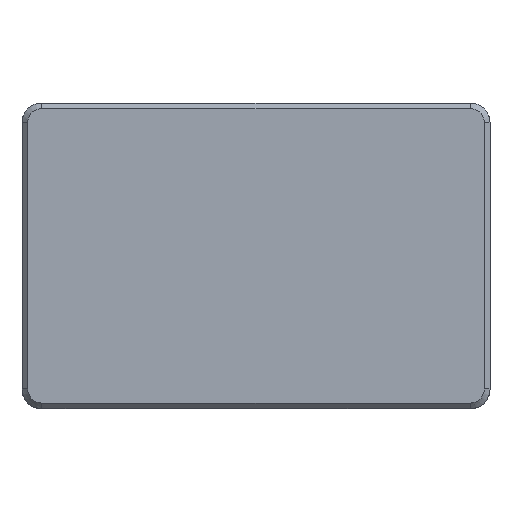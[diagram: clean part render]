
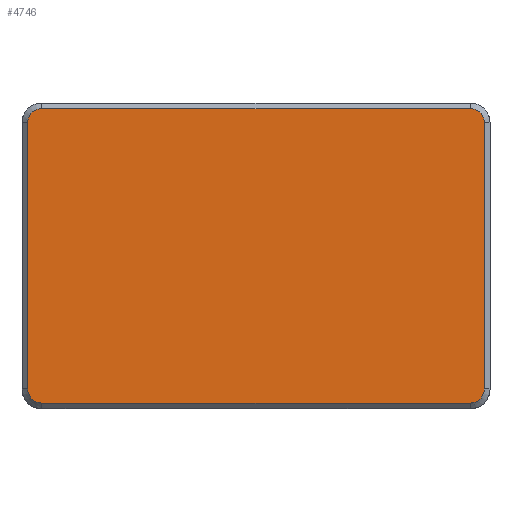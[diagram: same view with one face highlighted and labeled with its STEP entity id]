
A CAD part, top view. The second image highlights one B-rep face of the part: STEP entity #4746.
In plain terms, the highlighted planar face has unit normal (0, 0, 1).
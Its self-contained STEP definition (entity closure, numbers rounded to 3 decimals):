
#47 = CIRCLE ( 'NONE', #4875, 2.5 ) ;
#62 = EDGE_CURVE ( 'NONE', #4896, #1215, #47, .T. ) ;
#161 = LINE ( 'NONE', #2947, #780 ) ;
#296 = ORIENTED_EDGE ( 'NONE', *, *, #697, .T. ) ;
#401 = VERTEX_POINT ( 'NONE', #2878 ) ;
#526 = CARTESIAN_POINT ( 'NONE',  ( -36.025, 24.025, 25.25 ) ) ;
#598 = DIRECTION ( 'NONE',  ( 0., 0., 1. ) ) ;
#697 = EDGE_CURVE ( 'NONE', #1404, #3014, #6150, .T. ) ;
#722 = DIRECTION ( 'NONE',  ( 1., 0., 0. ) ) ;
#780 = VECTOR ( 'NONE', #2248, 1000. ) ;
#947 = LINE ( 'NONE', #6469, #1463 ) ;
#1059 = DIRECTION ( 'NONE',  ( 0., 0., 1. ) ) ;
#1100 = PLANE ( 'NONE',  #4728 ) ;
#1215 = VERTEX_POINT ( 'NONE', #2133 ) ;
#1224 = DIRECTION ( 'NONE',  ( -1., 0., 0. ) ) ;
#1313 = VERTEX_POINT ( 'NONE', #4550 ) ;
#1316 = CARTESIAN_POINT ( 'NONE',  ( -38.525, 24.025, 25.25 ) ) ;
#1404 = VERTEX_POINT ( 'NONE', #5782 ) ;
#1463 = VECTOR ( 'NONE', #4835, 1000. ) ;
#1548 = ORIENTED_EDGE ( 'NONE', *, *, #62, .T. ) ;
#1628 = DIRECTION ( 'NONE',  ( 1., 0., 0. ) ) ;
#1829 = ORIENTED_EDGE ( 'NONE', *, *, #3939, .T. ) ;
#2130 = VERTEX_POINT ( 'NONE', #1316 ) ;
#2133 = CARTESIAN_POINT ( 'NONE',  ( 39.725, 26.525, 25.25 ) ) ;
#2161 = AXIS2_PLACEMENT_3D ( 'NONE', #6650, #598, #6616 ) ;
#2247 = ORIENTED_EDGE ( 'NONE', *, *, #3606, .T. ) ;
#2248 = DIRECTION ( 'NONE',  ( 0., -1., 0. ) ) ;
#2295 = CIRCLE ( 'NONE', #7021, 2.5 ) ;
#2305 = DIRECTION ( 'NONE',  ( 0., 0., 1. ) ) ;
#2643 = VECTOR ( 'NONE', #1628, 1000. ) ;
#2830 = CARTESIAN_POINT ( 'NONE',  ( -38.525, -23.025, 25.25 ) ) ;
#2878 = CARTESIAN_POINT ( 'NONE',  ( 42.225, -23.025, 25.25 ) ) ;
#2947 = CARTESIAN_POINT ( 'NONE',  ( -38.525, 24.025, 25.25 ) ) ;
#3014 = VERTEX_POINT ( 'NONE', #6348 ) ;
#3033 = DIRECTION ( 'NONE',  ( 0., 0., 1. ) ) ;
#3238 = EDGE_CURVE ( 'NONE', #6195, #1404, #3661, .T. ) ;
#3500 = CARTESIAN_POINT ( 'NONE',  ( 39.725, 26.525, 25.25 ) ) ;
#3606 = EDGE_CURVE ( 'NONE', #2130, #6195, #161, .T. ) ;
#3622 = ORIENTED_EDGE ( 'NONE', *, *, #3238, .T. ) ;
#3654 = EDGE_CURVE ( 'NONE', #1313, #2130, #6424, .T. ) ;
#3661 = CIRCLE ( 'NONE', #4571, 2.5 ) ;
#3939 = EDGE_CURVE ( 'NONE', #401, #4896, #947, .T. ) ;
#4006 = ORIENTED_EDGE ( 'NONE', *, *, #3654, .T. ) ;
#4113 = ORIENTED_EDGE ( 'NONE', *, *, #6572, .T. ) ;
#4550 = CARTESIAN_POINT ( 'NONE',  ( -36.025, 26.525, 25.25 ) ) ;
#4571 = AXIS2_PLACEMENT_3D ( 'NONE', #5624, #6810, #5002 ) ;
#4728 = AXIS2_PLACEMENT_3D ( 'NONE', #526, #1059, #4920 ) ;
#4746 = ADVANCED_FACE ( 'NONE', ( #6008 ), #1100, .T. ) ;
#4835 = DIRECTION ( 'NONE',  ( 0., 1., 0. ) ) ;
#4875 = AXIS2_PLACEMENT_3D ( 'NONE', #5836, #3033, #5234 ) ;
#4896 = VERTEX_POINT ( 'NONE', #5316 ) ;
#4920 = DIRECTION ( 'NONE',  ( 1., 0., 0. ) ) ;
#5002 = DIRECTION ( 'NONE',  ( 1., 0., 0. ) ) ;
#5080 = CARTESIAN_POINT ( 'NONE',  ( 39.725, -23.025, 25.25 ) ) ;
#5234 = DIRECTION ( 'NONE',  ( 1., 0., 0. ) ) ;
#5316 = CARTESIAN_POINT ( 'NONE',  ( 42.225, 24.025, 25.25 ) ) ;
#5481 = EDGE_LOOP ( 'NONE', ( #4006, #2247, #3622, #296, #4113, #1829, #1548, #6448 ) ) ;
#5624 = CARTESIAN_POINT ( 'NONE',  ( -36.025, -23.025, 25.25 ) ) ;
#5782 = CARTESIAN_POINT ( 'NONE',  ( -36.025, -25.525, 25.25 ) ) ;
#5836 = CARTESIAN_POINT ( 'NONE',  ( 39.725, 24.025, 25.25 ) ) ;
#6001 = CARTESIAN_POINT ( 'NONE',  ( -36.025, -25.525, 25.25 ) ) ;
#6008 = FACE_OUTER_BOUND ( 'NONE', #5481, .T. ) ;
#6150 = LINE ( 'NONE', #6001, #2643 ) ;
#6195 = VERTEX_POINT ( 'NONE', #2830 ) ;
#6281 = LINE ( 'NONE', #3500, #6335 ) ;
#6335 = VECTOR ( 'NONE', #1224, 1000. ) ;
#6348 = CARTESIAN_POINT ( 'NONE',  ( 39.725, -25.525, 25.25 ) ) ;
#6424 = CIRCLE ( 'NONE', #2161, 2.5 ) ;
#6448 = ORIENTED_EDGE ( 'NONE', *, *, #6564, .T. ) ;
#6469 = CARTESIAN_POINT ( 'NONE',  ( 42.225, -23.025, 25.25 ) ) ;
#6564 = EDGE_CURVE ( 'NONE', #1215, #1313, #6281, .T. ) ;
#6572 = EDGE_CURVE ( 'NONE', #3014, #401, #2295, .T. ) ;
#6616 = DIRECTION ( 'NONE',  ( 1., 0., 0. ) ) ;
#6650 = CARTESIAN_POINT ( 'NONE',  ( -36.025, 24.025, 25.25 ) ) ;
#6810 = DIRECTION ( 'NONE',  ( 0., 0., 1. ) ) ;
#7021 = AXIS2_PLACEMENT_3D ( 'NONE', #5080, #2305, #722 ) ;
